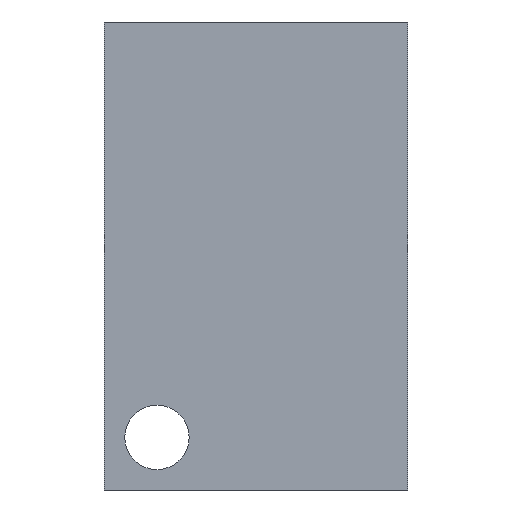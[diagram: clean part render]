
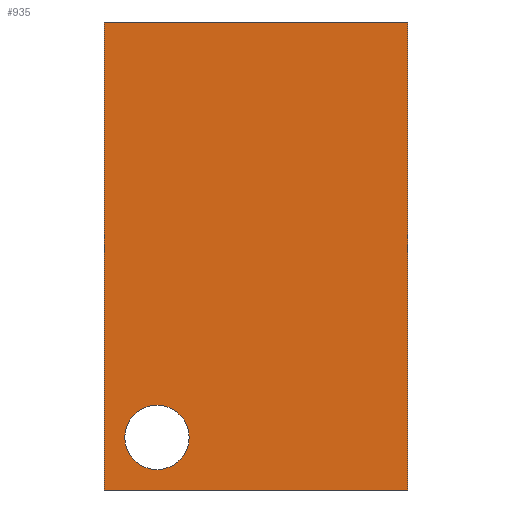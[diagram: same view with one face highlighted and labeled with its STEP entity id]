
A CAD part, left-side view. The second image highlights one B-rep face of the part: STEP entity #935.
In plain terms, the highlighted planar face has unit normal (-1, 0, 0).
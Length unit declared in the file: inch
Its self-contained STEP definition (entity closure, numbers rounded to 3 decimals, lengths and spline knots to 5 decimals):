
#1=DIRECTION('',(0.,-1.,0.));
#2=VECTOR('',#1,1.62);
#3=CARTESIAN_POINT('',(0.,0.,0.));
#4=LINE('',#3,#2);
#27=DIRECTION('',(0.,0.,1.));
#28=VECTOR('',#27,2.5);
#29=CARTESIAN_POINT('',(0.,0.,0.));
#30=LINE('',#29,#28);
#31=CARTESIAN_POINT('',(0.,-0.281,0.281));
#32=DIRECTION('',(1.,0.,0.));
#33=DIRECTION('',(0.,0.,-1.));
#34=AXIS2_PLACEMENT_3D('',#31,#32,#33);
#36=CARTESIAN_POINT('',(0.,-0.281,0.281));
#37=DIRECTION('',(1.,0.,0.));
#38=DIRECTION('',(0.,0.,1.));
#39=AXIS2_PLACEMENT_3D('',#36,#37,#38);
#69=DIRECTION('',(0.,0.,1.));
#70=VECTOR('',#69,2.5);
#71=CARTESIAN_POINT('',(0.,-1.62,0.));
#72=LINE('',#71,#70);
#73=DIRECTION('',(0.,-1.,0.));
#74=VECTOR('',#73,1.62);
#75=CARTESIAN_POINT('',(0.,0.,2.5));
#76=LINE('',#75,#74);
#755=CARTESIAN_POINT('',(0.,0.,0.));
#756=CARTESIAN_POINT('',(0.,-1.62,0.));
#757=VERTEX_POINT('',#755);
#758=VERTEX_POINT('',#756);
#763=CARTESIAN_POINT('',(0.,0.,2.5));
#764=CARTESIAN_POINT('',(0.,-1.62,2.5));
#765=VERTEX_POINT('',#763);
#766=VERTEX_POINT('',#764);
#823=CARTESIAN_POINT('',(0.,-0.281,0.109));
#824=CARTESIAN_POINT('',(0.,-0.281,0.453));
#825=VERTEX_POINT('',#823);
#826=VERTEX_POINT('',#824);
#915=CARTESIAN_POINT('',(0.,0.,0.));
#916=DIRECTION('',(-1.,0.,0.));
#917=DIRECTION('',(0.,-1.,0.));
#918=AXIS2_PLACEMENT_3D('',#915,#916,#917);
#919=PLANE('',#918);
#920=ORIENTED_EDGE('',*,*,#898,.F.);
#922=ORIENTED_EDGE('',*,*,#921,.T.);
#924=ORIENTED_EDGE('',*,*,#923,.T.);
#926=ORIENTED_EDGE('',*,*,#925,.F.);
#927=EDGE_LOOP('',(#920,#922,#924,#926));
#928=FACE_OUTER_BOUND('',#927,.F.);
#930=ORIENTED_EDGE('',*,*,#929,.F.);
#932=ORIENTED_EDGE('',*,*,#931,.F.);
#933=EDGE_LOOP('',(#930,#932));
#934=FACE_BOUND('',#933,.F.);
#935=ADVANCED_FACE('',(#928,#934),#919,.T.);
#35=CIRCLE('',#34,0.172);
#40=CIRCLE('',#39,0.172);
#898=EDGE_CURVE('',#757,#758,#4,.T.);
#921=EDGE_CURVE('',#757,#765,#30,.T.);
#923=EDGE_CURVE('',#765,#766,#76,.T.);
#925=EDGE_CURVE('',#758,#766,#72,.T.);
#929=EDGE_CURVE('',#825,#826,#35,.T.);
#931=EDGE_CURVE('',#826,#825,#40,.T.);
